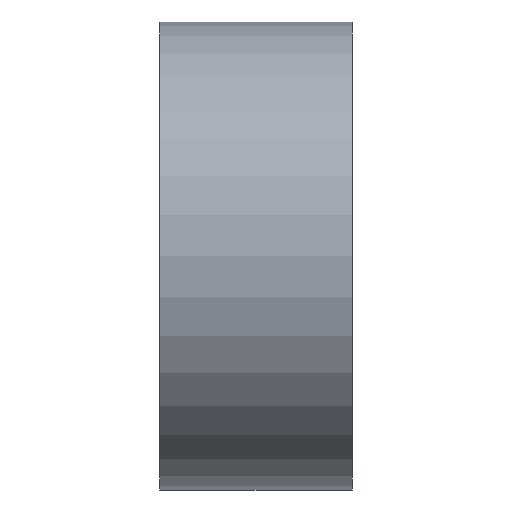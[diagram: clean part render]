
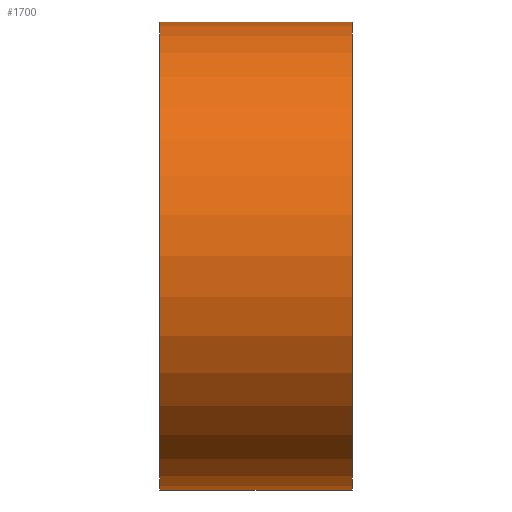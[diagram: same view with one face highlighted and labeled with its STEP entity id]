
A CAD part, left-side view. The second image highlights one B-rep face of the part: STEP entity #1700.
In plain terms, the highlighted cylindrical face has radius 33.75 mm (diameter 67.5 mm), a full revolution.
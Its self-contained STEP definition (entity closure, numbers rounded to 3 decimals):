
#104=CYLINDRICAL_SURFACE('',#1903,33.75);
#204=CIRCLE('',#1897,33.75);
#206=CIRCLE('',#1900,33.75);
#286=FACE_OUTER_BOUND('',#372,.T.);
#372=EDGE_LOOP('',(#1569,#1570,#1571,#1572));
#492=LINE('',#2995,#612);
#612=VECTOR('',#2381,33.75);
#777=VERTEX_POINT('',#2983);
#779=VERTEX_POINT('',#2988);
#1039=EDGE_CURVE('',#777,#777,#204,.T.);
#1041=EDGE_CURVE('',#779,#779,#206,.T.);
#1044=EDGE_CURVE('',#779,#777,#492,.T.);
#1569=ORIENTED_EDGE('',*,*,#1041,.F.);
#1570=ORIENTED_EDGE('',*,*,#1044,.T.);
#1571=ORIENTED_EDGE('',*,*,#1039,.F.);
#1572=ORIENTED_EDGE('',*,*,#1044,.F.);
#1700=ADVANCED_FACE('',(#286),#104,.T.);
#1897=AXIS2_PLACEMENT_3D('',#2984,#2366,#2367);
#1900=AXIS2_PLACEMENT_3D('',#2989,#2372,#2373);
#1903=AXIS2_PLACEMENT_3D('',#2994,#2379,#2380);
#2366=DIRECTION('center_axis',(0.,-1.,0.));
#2367=DIRECTION('ref_axis',(1.,0.,0.));
#2372=DIRECTION('center_axis',(0.,1.,0.));
#2373=DIRECTION('ref_axis',(1.,0.,0.));
#2379=DIRECTION('center_axis',(0.,1.,0.));
#2380=DIRECTION('ref_axis',(1.,0.,0.));
#2381=DIRECTION('',(0.,-1.,0.));
#2983=CARTESIAN_POINT('',(-33.75,-1.25,0.));
#2984=CARTESIAN_POINT('Origin',(0.,-1.25,0.));
#2988=CARTESIAN_POINT('',(-33.75,26.55,0.));
#2989=CARTESIAN_POINT('Origin',(0.,26.55,0.));
#2994=CARTESIAN_POINT('Origin',(0.,0.,0.));
#2995=CARTESIAN_POINT('',(-33.75,0.,0.));
